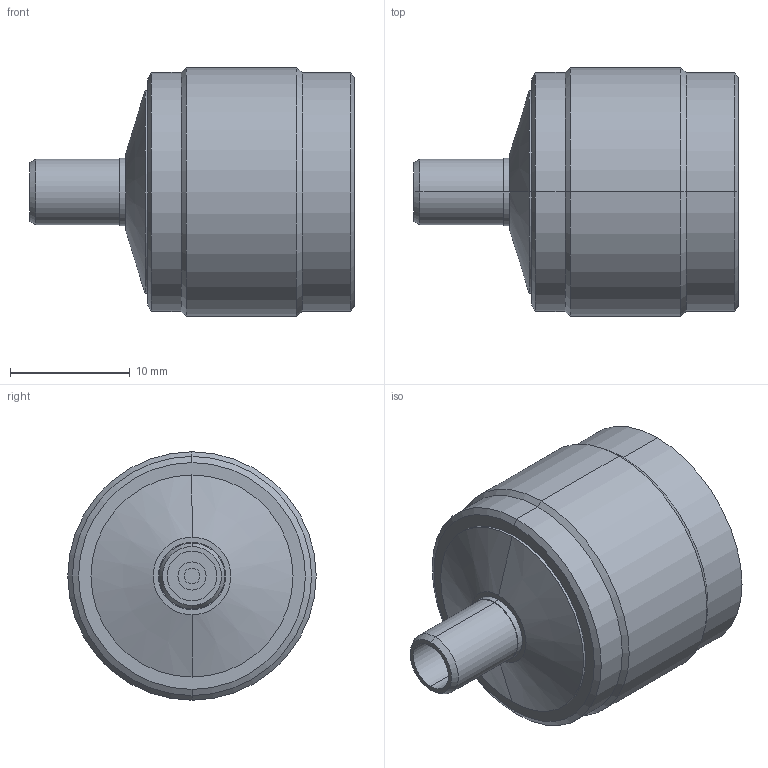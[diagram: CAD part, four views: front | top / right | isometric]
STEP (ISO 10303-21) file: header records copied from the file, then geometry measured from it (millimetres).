
FILE_DESCRIPTION (( 'STEP AP214' ), '1' );
FILE_NAME ('ANM-1508.STEP', '2010-03-12T20:59:28', ( ' ' ), ( ' ' ), 'SwSTEP 2.0', 'SolidWorks 2008', '' );
FILE_SCHEMA (( 'AUTOMOTIVE_DESIGN' ));
Length unit declared in the file: inch
Products named in the file (1): ANM-1508
Bounding box: 27.1 x 20.78 x 20.78 mm (x, y, z)
Volume: 4348.9 mm3; surface area: 3125.7 mm2
Topology: 1 solids, 1 shells, 76 faces, 152 edges, 87 vertices
Faces by surface type: cone 36, cylinder 28, plane 12
Entity records: 2144 total; most frequent: DIRECTION 390, CARTESIAN_POINT 314, ORIENTED_EDGE 300, AXIS2_PLACEMENT_3D 163, EDGE_CURVE 150, VERTEX_POINT 87, EDGE_LOOP 87, CIRCLE 86
